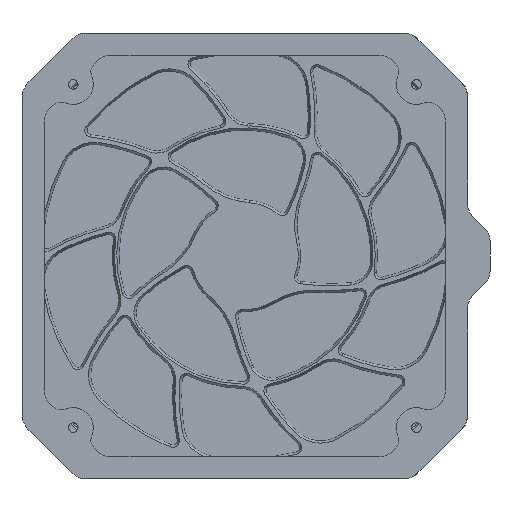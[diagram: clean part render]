
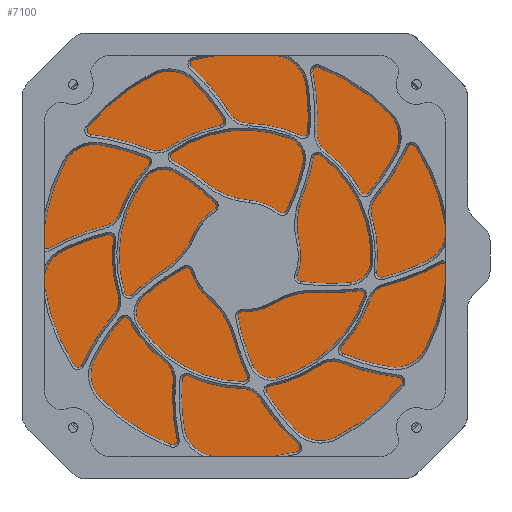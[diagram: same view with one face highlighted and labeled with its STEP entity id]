
A CAD part, front view. The second image highlights one B-rep face of the part: STEP entity #7100.
In plain terms, the highlighted planar face has unit normal (0, -1, 0).
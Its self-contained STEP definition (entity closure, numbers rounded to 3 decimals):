
#7100=ADVANCED_FACE('',(#13323),#13325,.F.);
#13323=FACE_BOUND('',#13324,.T.);
#13324=EDGE_LOOP('',(#17103));
#13325=PLANE('',#13326);
#13326=AXIS2_PLACEMENT_3D('',#13327,#13328,#13329);
#13327=CARTESIAN_POINT('',(0.,261.2,0.));
#13328=DIRECTION('',(0.,1.,0.));
#13329=DIRECTION('',(-1.,0.,0.));
#17103=ORIENTED_EDGE('',*,*,#18990,.F.);
#18990=EDGE_CURVE('',#22100,#22100,#22101,.T.);
#22100=VERTEX_POINT('',#31475);
#22101=CIRCLE('',#31476,95.75);
#31475=CARTESIAN_POINT('',(199.25,261.2,-450.));
#31476=AXIS2_PLACEMENT_3D('',#31477,#31478,#31479);
#31477=CARTESIAN_POINT('',(295.,261.2,-450.));
#31478=DIRECTION('',(0.,1.,0.));
#31479=DIRECTION('',(-1.,0.,0.));
